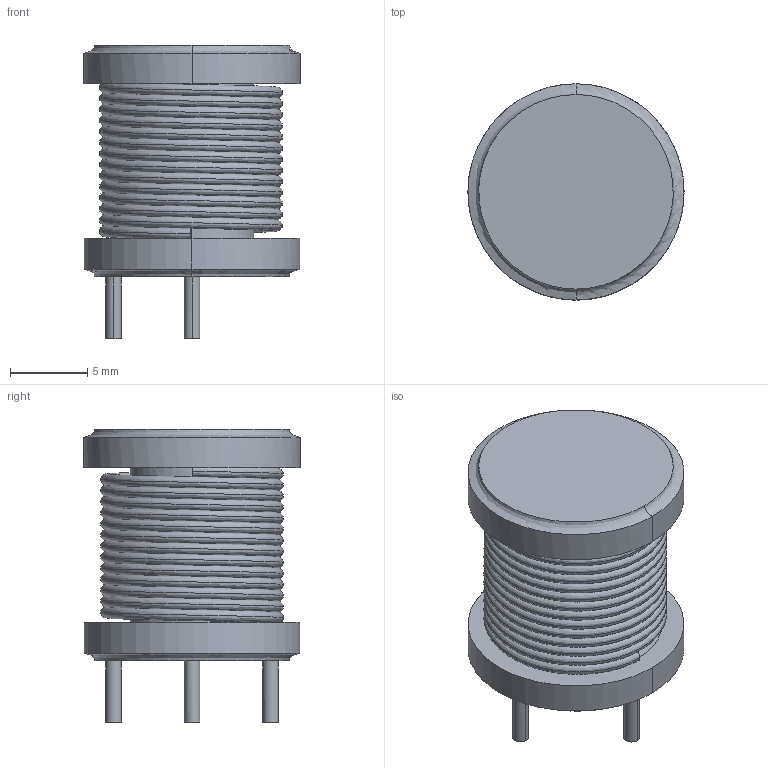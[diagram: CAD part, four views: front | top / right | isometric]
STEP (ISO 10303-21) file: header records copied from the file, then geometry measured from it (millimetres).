
FILE_DESCRIPTION(/* description */ (''),/* implementation_level */ '2;1');
FILE_NAME(/* name */ 'YRICOR~1',/* time_stamp */ '2018-02-26T22:52:43+03:00',/* author */ (''),/* organization */ (''),/* preprocessor_version */ 'ST-DEVELOPER v15',/* originating_system */ '',/* authorisation */ '');
FILE_SCHEMA (('AUTOMOTIVE_DESIGN'));
Length unit declared in the file: millimetre
Products named in the file (1): Document
Bounding box: 14 x 14 x 19 mm (x, y, z)
Volume: 163.5 mm3; surface area: 1938.7 mm2
Topology: 1 solids, 9 shells, 35 faces, 74 edges, 48 vertices
Faces by surface type: bspline 25, plane 10
Entity records: 4855 total; most frequent: CARTESIAN_POINT 4316, ORIENTED_EDGE 130, EDGE_CURVE 74, VERTEX_POINT 48, EDGE_LOOP 39, ADVANCED_FACE 35, FACE_OUTER_BOUND 35, B_SPLINE_CURVE_WITH_KNOTS 16
